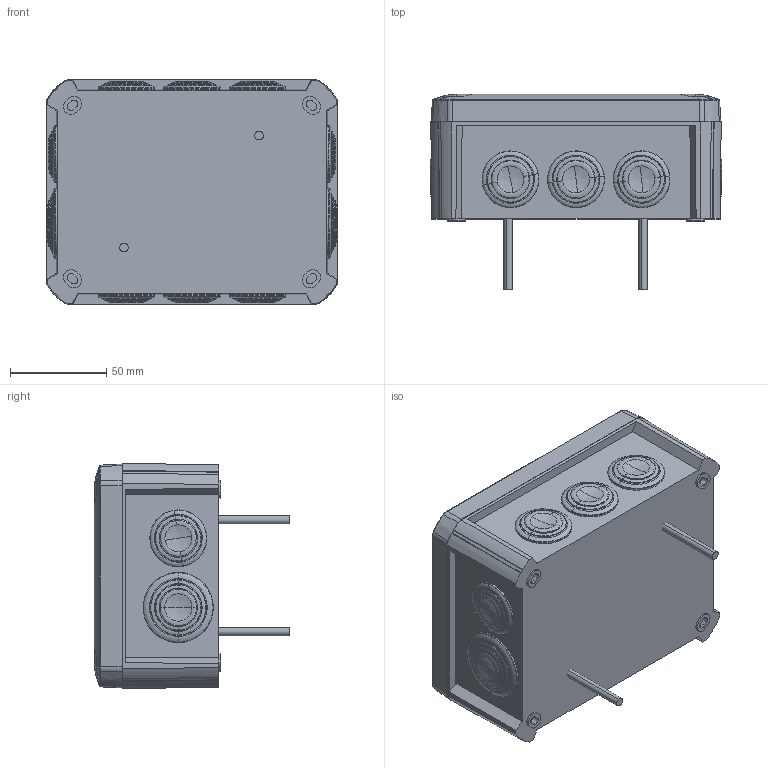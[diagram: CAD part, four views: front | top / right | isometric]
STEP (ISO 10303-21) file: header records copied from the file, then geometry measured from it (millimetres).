
FILE_DESCRIPTION (( 'STEP AP214' ), '1' );
FILE_NAME ('7205553.stp', '2018-01-09T08:38:07', ( '' ), ( '' ), 'SwSTEP 2.0', 'SolidWorks 2016', '' );
FILE_SCHEMA (( 'AUTOMOTIVE_DESIGN' ));
Length unit declared in the file: millimetre
Products named in the file (32): 0069005_Standard; 084460_7205704T1; 0068977_LGR; ED950_Standard; 062682_Standard; ED540-02_02T100-ohne-VDE; 096202_Standard; ED540-01_gro疇 Einf”rungen; P_0000005961_1_Standard; 085021_Standard; 7205553; 085020_Standard; 085002_Standard; 085000_Standard; 084920_Standard; 096203_Standard; 35019562_Standard; 061201_Standard; 062199_Standard; P_0000003882T2_1_Standard; 062246_Standard; P_0000005701_1_Standard; P_39409373_1_Standard; 061201T1_Standard; 062198_Standard; 013702_Standard; 084520_7205704-10mmý; P_0000003882_1_Standard; P_0000008401_1_Standard; 084461_7205704T2; P_0000003881_1_ohne Mutter mit Fingergrip; P_0000008181_1_M4
Assembly tree (57 placements, depth 4):
  7205553
    ED540-01_gro疇 Einf”rungen
    ED540-02_02T100-ohne-VDE
    ED950_Standard  x4
    084520_7205704-10mmý  x5
      084460_7205704T1
      084461_7205704T2
      P_0000008181_1_M4
      P_0000008401_1_Standard
    062682_Standard
      062246_Standard
        062198_Standard
        P_39409373_1_Standard  x2
      062199_Standard
      35019562_Standard  x2
      084520_7205704-10mmý  x5
        084460_7205704T1
        084461_7205704T2
        P_0000008181_1_M4
        P_0000008401_1_Standard
      096203_Standard  x2
      085021_Standard
        084920_Standard
        085000_Standard
        085002_Standard
        085020_Standard
      P_0000005961_1_Standard  x2
      096202_Standard  x2
    0068977_LGR  x8
    0069005_Standard  x2
    061201_Standard
      P_0000003881_1_ohne Mutter mit Fingergrip
      P_0000003882_1_Standard
      013702_Standard
      061201T1_Standard
      P_0000005701_1_Standard
      P_0000003882T2_1_Standard
Bounding box: 151.13 x 101.35 x 116.6 mm (x, y, z)
Volume: 308362.9 mm3; surface area: 279483.2 mm2
Topology: 90 solids, 91 shells, 3513 faces, 8341 edges, 5083 vertices
Faces by surface type: plane 1218, cylinder 850, cone 568, torus 543, bspline 272, sphere 62
Entity records: 59563 total; most frequent: CARTESIAN_POINT 17848, ORIENTED_EDGE 8622, DIRECTION 7998, EDGE_CURVE 4311, AXIS2_PLACEMENT_3D 3101, VERTEX_POINT 2653, EDGE_LOOP 1856, VECTOR 1796
